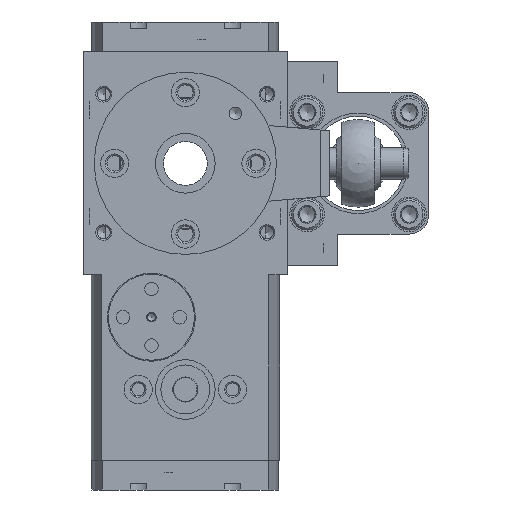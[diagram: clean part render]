
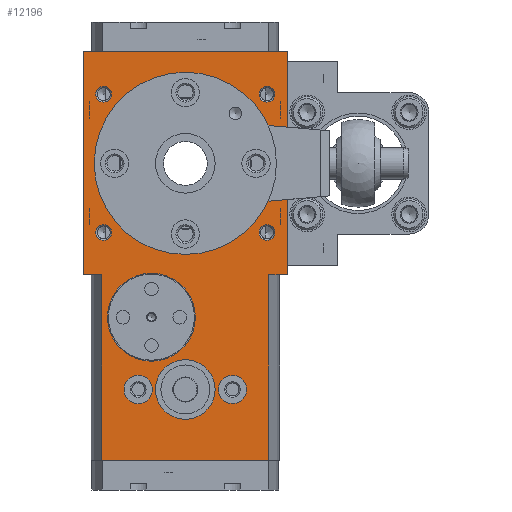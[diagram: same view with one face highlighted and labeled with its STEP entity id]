
A CAD part, front view. The second image highlights one B-rep face of the part: STEP entity #12196.
In plain terms, the highlighted face is planar.
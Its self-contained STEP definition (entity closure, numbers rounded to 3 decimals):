
#795=CIRCLE('',#14451,2.5);
#796=CIRCLE('',#14452,2.5);
#797=CIRCLE('',#14453,2.5);
#798=CIRCLE('',#14454,2.5);
#799=CIRCLE('',#14455,9.5);
#800=CIRCLE('',#14456,26.577);
#801=CIRCLE('',#14457,4.5);
#802=CIRCLE('',#14458,4.5);
#803=CIRCLE('',#14459,14.);
#1703=ORIENTED_EDGE('',*,*,#4689,.F.);
#1704=ORIENTED_EDGE('',*,*,#4690,.F.);
#1705=ORIENTED_EDGE('',*,*,#4691,.F.);
#1706=ORIENTED_EDGE('',*,*,#4692,.F.);
#1707=ORIENTED_EDGE('',*,*,#4693,.T.);
#1708=ORIENTED_EDGE('',*,*,#4694,.T.);
#1709=ORIENTED_EDGE('',*,*,#4695,.T.);
#1710=ORIENTED_EDGE('',*,*,#4671,.T.);
#1711=ORIENTED_EDGE('',*,*,#4682,.T.);
#1712=ORIENTED_EDGE('',*,*,#4635,.T.);
#1713=ORIENTED_EDGE('',*,*,#4655,.T.);
#1714=ORIENTED_EDGE('',*,*,#4668,.T.);
#1715=ORIENTED_EDGE('',*,*,#4696,.F.);
#1716=ORIENTED_EDGE('',*,*,#4697,.T.);
#1717=ORIENTED_EDGE('',*,*,#4698,.T.);
#1718=ORIENTED_EDGE('',*,*,#4699,.T.);
#1719=ORIENTED_EDGE('',*,*,#4700,.T.);
#4635=EDGE_CURVE('',#6132,#6131,#7349,.T.);
#4655=EDGE_CURVE('',#6131,#6150,#7361,.T.);
#4668=EDGE_CURVE('',#6150,#6160,#7369,.T.);
#4671=EDGE_CURVE('',#6164,#6163,#7372,.T.);
#4682=EDGE_CURVE('',#6163,#6132,#7378,.T.);
#4689=EDGE_CURVE('',#6177,#6177,#795,.T.);
#4690=EDGE_CURVE('',#6178,#6178,#796,.T.);
#4691=EDGE_CURVE('',#6179,#6179,#797,.T.);
#4692=EDGE_CURVE('',#6180,#6180,#798,.T.);
#4693=EDGE_CURVE('',#6181,#6181,#799,.T.);
#4694=EDGE_CURVE('',#6182,#6182,#800,.T.);
#4695=EDGE_CURVE('',#6183,#6164,#7381,.T.);
#4696=EDGE_CURVE('',#6184,#6160,#7382,.T.);
#4697=EDGE_CURVE('',#6184,#6183,#7383,.T.);
#4698=EDGE_CURVE('',#6185,#6185,#801,.T.);
#4699=EDGE_CURVE('',#6186,#6186,#802,.T.);
#4700=EDGE_CURVE('',#6187,#6187,#803,.F.);
#6131=VERTEX_POINT('',#20320);
#6132=VERTEX_POINT('',#20322);
#6150=VERTEX_POINT('',#20362);
#6160=VERTEX_POINT('',#20387);
#6163=VERTEX_POINT('',#20394);
#6164=VERTEX_POINT('',#20396);
#6177=VERTEX_POINT('',#20430);
#6178=VERTEX_POINT('',#20432);
#6179=VERTEX_POINT('',#20434);
#6180=VERTEX_POINT('',#20436);
#6181=VERTEX_POINT('',#20438);
#6182=VERTEX_POINT('',#20440);
#6183=VERTEX_POINT('',#20442);
#6184=VERTEX_POINT('',#20444);
#6185=VERTEX_POINT('',#20447);
#6186=VERTEX_POINT('',#20449);
#6187=VERTEX_POINT('',#20451);
#7349=LINE('',#20321,#8007);
#7361=LINE('',#20363,#8019);
#7369=LINE('',#20388,#8027);
#7372=LINE('',#20395,#8030);
#7378=LINE('',#20416,#8036);
#7381=LINE('',#20441,#8039);
#7382=LINE('',#20443,#8040);
#7383=LINE('',#20445,#8041);
#8007=VECTOR('',#16184,1000.);
#8019=VECTOR('',#16218,1000.);
#8027=VECTOR('',#16240,1000.);
#8030=VECTOR('',#16245,1000.);
#8036=VECTOR('',#16263,1000.);
#8039=VECTOR('',#16290,1000.);
#8040=VECTOR('',#16291,1000.);
#8041=VECTOR('',#16292,1000.);
#8689=EDGE_LOOP('',(#1703));
#8690=EDGE_LOOP('',(#1704));
#8691=EDGE_LOOP('',(#1705));
#8692=EDGE_LOOP('',(#1706));
#8693=EDGE_LOOP('',(#1707));
#8694=EDGE_LOOP('',(#1708));
#8695=EDGE_LOOP('',(#1709,#1710,#1711,#1712,#1713,#1714,#1715,#1716));
#8696=EDGE_LOOP('',(#1717));
#8697=EDGE_LOOP('',(#1718));
#8698=EDGE_LOOP('',(#1719));
#10239=FACE_BOUND('',#8689,.T.);
#10240=FACE_BOUND('',#8690,.T.);
#10241=FACE_BOUND('',#8691,.T.);
#10242=FACE_BOUND('',#8692,.T.);
#10243=FACE_BOUND('',#8693,.T.);
#10244=FACE_BOUND('',#8694,.T.);
#10245=FACE_BOUND('',#8695,.T.);
#10246=FACE_BOUND('',#8696,.T.);
#10247=FACE_BOUND('',#8697,.T.);
#10248=FACE_BOUND('',#8698,.T.);
#11806=PLANE('',#14450);
#12196=ADVANCED_FACE('',(#10239,#10240,#10241,#10242,#10243,#10244,#10245,
#10246,#10247,#10248),#11806,.T.);
#14450=AXIS2_PLACEMENT_3D('',#20428,#16276,#16277);
#14451=AXIS2_PLACEMENT_3D('',#20429,#16278,#16279);
#14452=AXIS2_PLACEMENT_3D('',#20431,#16280,#16281);
#14453=AXIS2_PLACEMENT_3D('',#20433,#16282,#16283);
#14454=AXIS2_PLACEMENT_3D('',#20435,#16284,#16285);
#14455=AXIS2_PLACEMENT_3D('',#20437,#16286,#16287);
#14456=AXIS2_PLACEMENT_3D('',#20439,#16288,#16289);
#14457=AXIS2_PLACEMENT_3D('',#20446,#16293,#16294);
#14458=AXIS2_PLACEMENT_3D('',#20448,#16295,#16296);
#14459=AXIS2_PLACEMENT_3D('',#20450,#16297,#16298);
#16184=DIRECTION('',(0.,0.,1.));
#16218=DIRECTION('',(1.,0.,0.));
#16240=DIRECTION('',(0.,0.,-1.));
#16245=DIRECTION('',(0.,0.,-1.));
#16263=DIRECTION('',(-1.,0.,0.));
#16276=DIRECTION('',(0.,1.,0.));
#16277=DIRECTION('',(0.,0.,1.));
#16278=DIRECTION('',(0.,1.,0.));
#16279=DIRECTION('',(0.,0.,1.));
#16280=DIRECTION('',(0.,1.,0.));
#16281=DIRECTION('',(0.,0.,1.));
#16282=DIRECTION('',(0.,1.,0.));
#16283=DIRECTION('',(0.,0.,1.));
#16284=DIRECTION('',(0.,1.,0.));
#16285=DIRECTION('',(0.,0.,1.));
#16286=DIRECTION('',(0.,-1.,0.));
#16287=DIRECTION('',(0.,0.,-1.));
#16288=DIRECTION('',(0.,-1.,0.));
#16289=DIRECTION('',(0.,0.,-1.));
#16290=DIRECTION('',(-1.,0.,0.));
#16291=DIRECTION('',(-1.,0.,0.));
#16292=DIRECTION('',(0.,0.,-1.));
#16293=DIRECTION('',(0.,-1.,0.));
#16294=DIRECTION('',(0.,0.,-1.));
#16295=DIRECTION('',(0.,-1.,0.));
#16296=DIRECTION('',(0.,0.,-1.));
#16297=DIRECTION('',(0.,1.,0.));
#16298=DIRECTION('',(0.,0.,1.));
#20320=CARTESIAN_POINT('',(-35.5,40.,32.5));
#20321=CARTESIAN_POINT('',(-35.5,40.,-32.5));
#20322=CARTESIAN_POINT('',(-35.5,40.,-32.5));
#20362=CARTESIAN_POINT('',(35.5,40.,32.5));
#20363=CARTESIAN_POINT('',(-35.5,40.,32.5));
#20387=CARTESIAN_POINT('',(35.5,40.,26.569));
#20388=CARTESIAN_POINT('',(35.5,40.,32.5));
#20394=CARTESIAN_POINT('',(35.5,40.,-32.5));
#20395=CARTESIAN_POINT('',(35.5,40.,-30.));
#20396=CARTESIAN_POINT('',(35.5,40.,-26.569));
#20416=CARTESIAN_POINT('',(35.5,40.,-32.5));
#20428=CARTESIAN_POINT('',(0.,40.,0.));
#20429=CARTESIAN_POINT('',(-22.,40.,26.));
#20430=CARTESIAN_POINT('',(-22.,40.,28.5));
#20431=CARTESIAN_POINT('',(-22.,40.,-26.));
#20432=CARTESIAN_POINT('',(-22.,40.,-23.5));
#20433=CARTESIAN_POINT('',(22.,40.,-26.));
#20434=CARTESIAN_POINT('',(22.,40.,-23.5));
#20435=CARTESIAN_POINT('',(22.,40.,26.));
#20436=CARTESIAN_POINT('',(22.,40.,28.5));
#20437=CARTESIAN_POINT('',(72.,40.,0.));
#20438=CARTESIAN_POINT('',(72.,40.,-9.5));
#20439=CARTESIAN_POINT('',(0.,40.,0.));
#20440=CARTESIAN_POINT('',(0.,40.,-26.577));
#20441=CARTESIAN_POINT('',(114.5,40.,-26.569));
#20442=CARTESIAN_POINT('',(94.5,40.,-26.569));
#20443=CARTESIAN_POINT('',(114.5,40.,26.569));
#20444=CARTESIAN_POINT('',(94.5,40.,26.569));
#20445=CARTESIAN_POINT('',(94.5,40.,30.));
#20446=CARTESIAN_POINT('',(72.,40.,-15.));
#20447=CARTESIAN_POINT('',(72.,40.,-19.5));
#20448=CARTESIAN_POINT('',(72.,40.,15.));
#20449=CARTESIAN_POINT('',(72.,40.,10.5));
#20450=CARTESIAN_POINT('',(49.,40.,10.8));
#20451=CARTESIAN_POINT('',(49.,40.,24.8));
